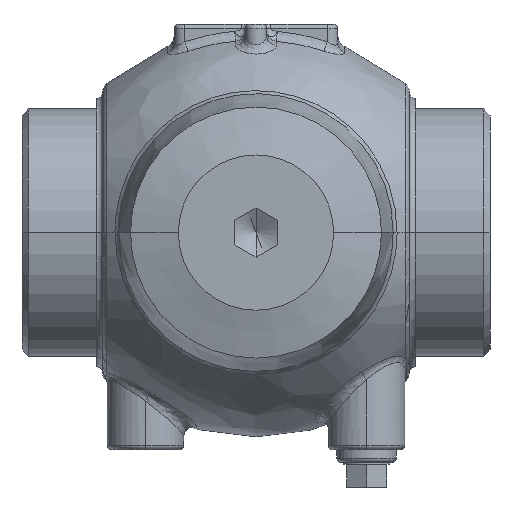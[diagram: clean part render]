
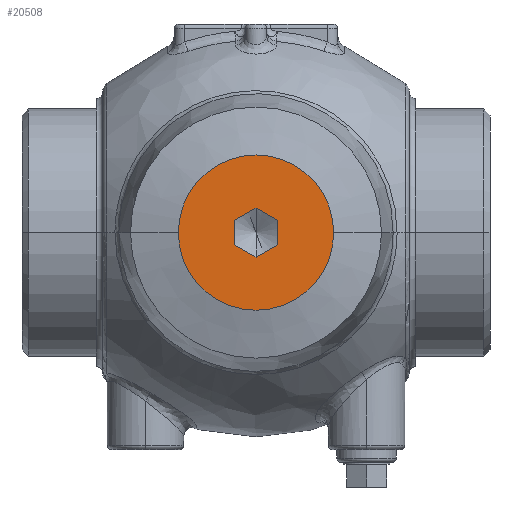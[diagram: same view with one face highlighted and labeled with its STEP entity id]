
A CAD part, front view. The second image highlights one B-rep face of the part: STEP entity #20508.
In plain terms, the highlighted planar face has unit normal (0, -1, 0).
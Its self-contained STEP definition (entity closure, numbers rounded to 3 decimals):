
#6685=CARTESIAN_POINT('',(0.,-62.5,0.));
#6686=DIRECTION('',(0.,-1.,0.));
#6687=DIRECTION('',(-1.,0.,0.));
#6688=AXIS2_PLACEMENT_3D('',#6685,#6686,#6687);
#6690=CARTESIAN_POINT('',(0.,-62.5,0.));
#6691=DIRECTION('',(0.,1.,0.));
#6692=DIRECTION('',(-1.,0.,0.));
#6693=AXIS2_PLACEMENT_3D('',#6690,#6691,#6692);
#6695=DIRECTION('',(0.866,0.,0.5));
#6696=VECTOR('',#6695,5.774);
#6697=CARTESIAN_POINT('',(0.,-62.5,-5.774));
#6698=LINE('',#6697,#6696);
#6699=DIRECTION('',(0.,0.,1.));
#6700=VECTOR('',#6699,5.773);
#6701=CARTESIAN_POINT('',(5.,-62.5,-2.886));
#6702=LINE('',#6701,#6700);
#6703=DIRECTION('',(-0.866,0.,0.5));
#6704=VECTOR('',#6703,5.774);
#6705=CARTESIAN_POINT('',(5.,-62.5,2.886));
#6706=LINE('',#6705,#6704);
#6707=DIRECTION('',(-0.866,0.,-0.5));
#6708=VECTOR('',#6707,5.774);
#6709=CARTESIAN_POINT('',(0.,-62.5,5.774));
#6710=LINE('',#6709,#6708);
#6711=DIRECTION('',(0.,0.,-1.));
#6712=VECTOR('',#6711,5.773);
#6713=CARTESIAN_POINT('',(-5.,-62.5,2.886));
#6714=LINE('',#6713,#6712);
#6715=DIRECTION('',(0.866,0.,-0.5));
#6716=VECTOR('',#6715,5.774);
#6717=CARTESIAN_POINT('',(-5.,-62.5,-2.886));
#6718=LINE('',#6717,#6716);
#11835=CARTESIAN_POINT('',(-18.25,-62.5,0.));
#11836=VERTEX_POINT('',#11835);
#11841=CARTESIAN_POINT('',(18.25,-62.5,0.));
#11842=VERTEX_POINT('',#11841);
#11851=CARTESIAN_POINT('',(0.,-62.5,-5.774));
#11852=CARTESIAN_POINT('',(5.,-62.5,-2.886));
#11853=VERTEX_POINT('',#11851);
#11854=VERTEX_POINT('',#11852);
#11855=CARTESIAN_POINT('',(5.,-62.5,2.886));
#11856=VERTEX_POINT('',#11855);
#11857=CARTESIAN_POINT('',(0.,-62.5,5.774));
#11858=VERTEX_POINT('',#11857);
#11859=CARTESIAN_POINT('',(-5.,-62.5,2.886));
#11860=VERTEX_POINT('',#11859);
#11861=CARTESIAN_POINT('',(-5.,-62.5,-2.886));
#11862=VERTEX_POINT('',#11861);
#20485=CARTESIAN_POINT('',(0.,-62.5,0.));
#20486=DIRECTION('',(0.,1.,0.));
#20487=DIRECTION('',(1.,0.,0.));
#20488=AXIS2_PLACEMENT_3D('',#20485,#20486,#20487);
#20489=PLANE('',#20488);
#20490=ORIENTED_EDGE('',*,*,#20478,.F.);
#20491=ORIENTED_EDGE('',*,*,#20467,.T.);
#20492=EDGE_LOOP('',(#20490,#20491));
#20493=FACE_OUTER_BOUND('',#20492,.F.);
#20495=ORIENTED_EDGE('',*,*,#20494,.T.);
#20497=ORIENTED_EDGE('',*,*,#20496,.T.);
#20499=ORIENTED_EDGE('',*,*,#20498,.T.);
#20501=ORIENTED_EDGE('',*,*,#20500,.T.);
#20503=ORIENTED_EDGE('',*,*,#20502,.T.);
#20505=ORIENTED_EDGE('',*,*,#20504,.T.);
#20506=EDGE_LOOP('',(#20495,#20497,#20499,#20501,#20503,#20505));
#20507=FACE_BOUND('',#20506,.F.);
#6689=CIRCLE('',#6688,18.25);
#6694=CIRCLE('',#6693,18.25);
#20467=EDGE_CURVE('',#11836,#11842,#6694,.T.);
#20478=EDGE_CURVE('',#11836,#11842,#6689,.T.);
#20494=EDGE_CURVE('',#11853,#11854,#6698,.T.);
#20496=EDGE_CURVE('',#11854,#11856,#6702,.T.);
#20498=EDGE_CURVE('',#11856,#11858,#6706,.T.);
#20500=EDGE_CURVE('',#11858,#11860,#6710,.T.);
#20502=EDGE_CURVE('',#11860,#11862,#6714,.T.);
#20504=EDGE_CURVE('',#11862,#11853,#6718,.T.);
#20508=ADVANCED_FACE('',(#20493,#20507),#20489,.F.);
